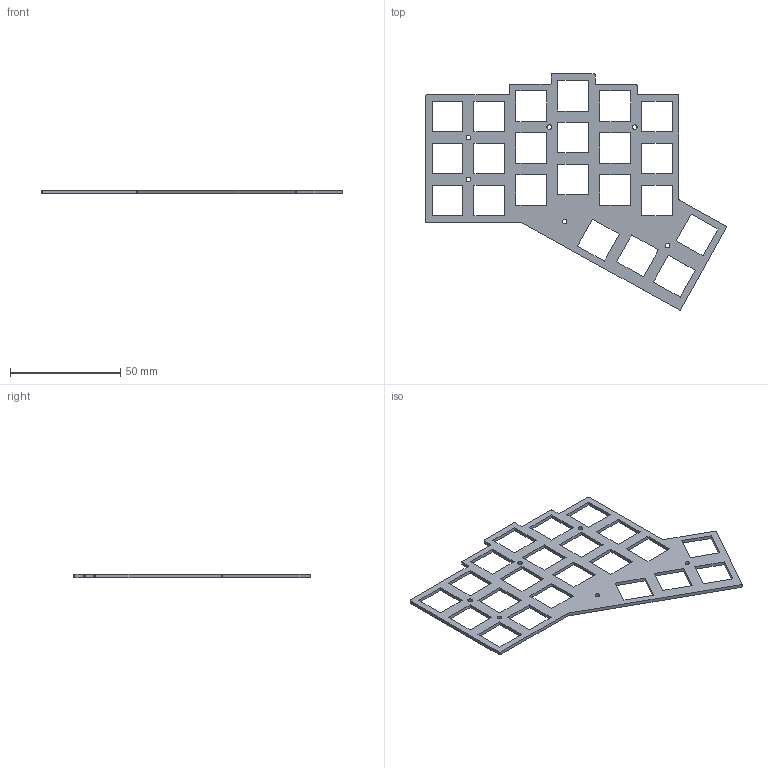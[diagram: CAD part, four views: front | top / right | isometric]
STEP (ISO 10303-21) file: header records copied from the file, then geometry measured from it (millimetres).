
FILE_DESCRIPTION(/* description */ (''),/* implementation_level */ '2;1');
FILE_NAME(/* name */ 'RootKB-Plate v8.step',/* time_stamp */ '2024-05-11T17:22:06+03:00',/* author */ (''),/* organization */ (''),/* preprocessor_version */ 'ST-DEVELOPER v20',/* originating_system */ 'Autodesk Translation Framework v12.20.1.177',/* authorisation */ '');
FILE_SCHEMA (('AUTOMOTIVE_DESIGN { 1 0 10303 214 3 1 1 }'));
Length unit declared in the file: millimetre
Products named in the file (1): RootKB-Plate
Bounding box: 136.77 x 107.42 x 1.5 mm (x, y, z)
Volume: 7055 mm3; surface area: 11961.9 mm2
Topology: 1 solids, 1 shells, 126 faces, 372 edges, 248 vertices
Faces by surface type: plane 105, cylinder 21
Full cylindrical faces by diameter (mm): 2.1 x6
Entity records: 4310 total; most frequent: CARTESIAN_POINT 747, ORIENTED_EDGE 744, DIRECTION 668, EDGE_CURVE 372, LINE 330, VECTOR 330, VERTEX_POINT 248, EDGE_LOOP 182
